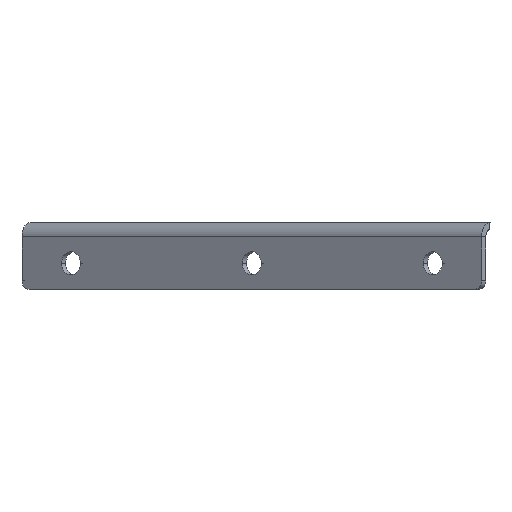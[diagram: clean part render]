
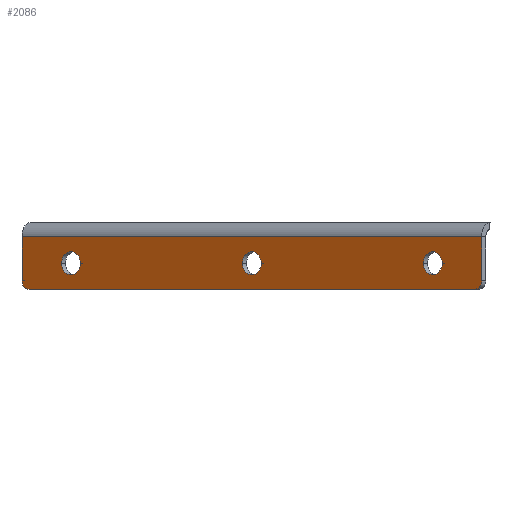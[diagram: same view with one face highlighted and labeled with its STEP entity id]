
A CAD part, left-side view. The second image highlights one B-rep face of the part: STEP entity #2086.
In plain terms, the highlighted planar face has unit normal (-0.81, 0.586, 0).
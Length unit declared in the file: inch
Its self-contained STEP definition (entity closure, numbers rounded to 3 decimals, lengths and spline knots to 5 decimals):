
#17 = CARTESIAN_POINT ( 'NONE',  ( -3.35671, 2.11986, -0.455 ) ) ;
#60 = ORIENTED_EDGE ( 'NONE', *, *, #2766, .T. ) ;
#81 = CARTESIAN_POINT ( 'NONE',  ( -4.82122, 0.09373, -0.455 ) ) ;
#127 = DIRECTION ( 'NONE',  ( 0.81, -0.586, 0. ) ) ;
#129 = VERTEX_POINT ( 'NONE', #2478 ) ;
#130 = AXIS2_PLACEMENT_3D ( 'NONE', #274, #2948, #2256 ) ;
#188 = FACE_BOUND ( 'NONE', #1385, .T. ) ;
#211 = ORIENTED_EDGE ( 'NONE', *, *, #637, .T. ) ;
#217 = CARTESIAN_POINT ( 'NONE',  ( -6.68122, -2.47954, -0.65 ) ) ;
#230 = CARTESIAN_POINT ( 'NONE',  ( -6.68122, -2.47954, -0.16 ) ) ;
#235 = EDGE_CURVE ( 'NONE', #2018, #2354, #789, .T. ) ;
#237 = FACE_BOUND ( 'NONE', #963, .T. ) ;
#252 = AXIS2_PLACEMENT_3D ( 'NONE', #2321, #127, #2550 ) ;
#274 = CARTESIAN_POINT ( 'NONE',  ( -6.28574, -1.9324, -0.455 ) ) ;
#335 = CARTESIAN_POINT ( 'NONE',  ( -4.74507, 0.19909, -0.455 ) ) ;
#374 = EDGE_CURVE ( 'NONE', #2280, #2018, #1135, .T. ) ;
#411 = CARTESIAN_POINT ( 'NONE',  ( -6.68122, -2.47954, -0.16 ) ) ;
#431 = DIRECTION ( 'NONE',  ( -0.586, -0.81, 0. ) ) ;
#448 = DIRECTION ( 'NONE',  ( 0.586, 0.81, 0. ) ) ;
#460 = FACE_BOUND ( 'NONE', #2505, .T. ) ;
#534 = CARTESIAN_POINT ( 'NONE',  ( -6.36189, -2.03776, -0.455 ) ) ;
#556 = ORIENTED_EDGE ( 'NONE', *, *, #2664, .T. ) ;
#592 = CIRCLE ( 'NONE', #1430, 0.1 ) ;
#628 = CARTESIAN_POINT ( 'NONE',  ( -4.82122, 0.09373, -0.455 ) ) ;
#637 = EDGE_CURVE ( 'NONE', #2354, #129, #990, .T. ) ;
#644 = CIRCLE ( 'NONE', #1219, 0.13 ) ;
#713 = VERTEX_POINT ( 'NONE', #1070 ) ;
#717 = FACE_OUTER_BOUND ( 'NONE', #2533, .T. ) ;
#789 = CIRCLE ( 'NONE', #2735, 0.1 ) ;
#810 = CARTESIAN_POINT ( 'NONE',  ( -6.68122, -2.47954, 0. ) ) ;
#841 = VECTOR ( 'NONE', #431, 39.37008 ) ;
#848 = CARTESIAN_POINT ( 'NONE',  ( -4.89738, -0.01163, -0.455 ) ) ;
#866 = ORIENTED_EDGE ( 'NONE', *, *, #1177, .F. ) ;
#869 = ORIENTED_EDGE ( 'NONE', *, *, #1770, .T. ) ;
#881 = DIRECTION ( 'NONE',  ( 0.586, 0.81, 0. ) ) ;
#939 = CARTESIAN_POINT ( 'NONE',  ( -3.21123, 2.32112, 0. ) ) ;
#963 = EDGE_LOOP ( 'NONE', ( #1447, #60 ) ) ;
#990 = LINE ( 'NONE', #1735, #841 ) ;
#1057 = VERTEX_POINT ( 'NONE', #2615 ) ;
#1060 = DIRECTION ( 'NONE',  ( 0.586, 0.81, 0. ) ) ;
#1070 = CARTESIAN_POINT ( 'NONE',  ( -3.28055, 2.22521, -0.455 ) ) ;
#1071 = CARTESIAN_POINT ( 'NONE',  ( -3.0198, 2.58595, -0.65 ) ) ;
#1085 = DIRECTION ( 'NONE',  ( -0.81, 0.586, 0. ) ) ;
#1095 = DIRECTION ( 'NONE',  ( 0.81, -0.586, 0. ) ) ;
#1135 = LINE ( 'NONE', #1150, #3040 ) ;
#1150 = CARTESIAN_POINT ( 'NONE',  ( -2.96122, 2.667, 0. ) ) ;
#1174 = AXIS2_PLACEMENT_3D ( 'NONE', #17, #2953, #2470 ) ;
#1177 = EDGE_CURVE ( 'NONE', #2280, #3083, #1207, .T. ) ;
#1203 = VERTEX_POINT ( 'NONE', #217 ) ;
#1207 = LINE ( 'NONE', #230, #3046 ) ;
#1219 = AXIS2_PLACEMENT_3D ( 'NONE', #1437, #2150, #448 ) ;
#1226 = CIRCLE ( 'NONE', #1174, 0.13 ) ;
#1249 = DIRECTION ( 'NONE',  ( 0., 0., 1. ) ) ;
#1258 = CARTESIAN_POINT ( 'NONE',  ( -6.20958, -1.82704, -0.455 ) ) ;
#1266 = VECTOR ( 'NONE', #1249, 39.37008 ) ;
#1270 = AXIS2_PLACEMENT_3D ( 'NONE', #939, #2893, #2159 ) ;
#1296 = VERTEX_POINT ( 'NONE', #335 ) ;
#1371 = EDGE_CURVE ( 'NONE', #2671, #3002, #1523, .T. ) ;
#1385 = EDGE_LOOP ( 'NONE', ( #1997, #2113 ) ) ;
#1423 = ORIENTED_EDGE ( 'NONE', *, *, #2422, .T. ) ;
#1430 = AXIS2_PLACEMENT_3D ( 'NONE', #1648, #1682, #881 ) ;
#1437 = CARTESIAN_POINT ( 'NONE',  ( -3.35671, 2.11986, -0.455 ) ) ;
#1447 = ORIENTED_EDGE ( 'NONE', *, *, #3119, .T. ) ;
#1523 = CIRCLE ( 'NONE', #130, 0.13 ) ;
#1536 = AXIS2_PLACEMENT_3D ( 'NONE', #81, #2565, #1060 ) ;
#1619 = EDGE_CURVE ( 'NONE', #713, #1057, #644, .T. ) ;
#1635 = CIRCLE ( 'NONE', #252, 0.13 ) ;
#1648 = CARTESIAN_POINT ( 'NONE',  ( -6.62264, -2.3985, -0.65 ) ) ;
#1682 = DIRECTION ( 'NONE',  ( -0.81, 0.586, 0. ) ) ;
#1721 = DIRECTION ( 'NONE',  ( -0.586, -0.81, 0. ) ) ;
#1735 = CARTESIAN_POINT ( 'NONE',  ( -3.21123, 2.32112, -0.75 ) ) ;
#1770 = EDGE_CURVE ( 'NONE', #1203, #3083, #2475, .T. ) ;
#1822 = DIRECTION ( 'NONE',  ( 0.586, 0.81, 0. ) ) ;
#1884 = CIRCLE ( 'NONE', #1536, 0.13 ) ;
#1917 = ORIENTED_EDGE ( 'NONE', *, *, #374, .T. ) ;
#1918 = PLANE ( 'NONE',  #1270 ) ;
#1997 = ORIENTED_EDGE ( 'NONE', *, *, #2773, .T. ) ;
#2018 = VERTEX_POINT ( 'NONE', #2363 ) ;
#2086 = ADVANCED_FACE ( 'NONE', ( #460, #237, #188, #717 ), #1918, .F. ) ;
#2113 = ORIENTED_EDGE ( 'NONE', *, *, #1371, .T. ) ;
#2150 = DIRECTION ( 'NONE',  ( 0.81, -0.586, 0. ) ) ;
#2159 = DIRECTION ( 'NONE',  ( 0.586, 0.81, 0. ) ) ;
#2256 = DIRECTION ( 'NONE',  ( 0.586, 0.81, 0. ) ) ;
#2280 = VERTEX_POINT ( 'NONE', #2282 ) ;
#2282 = CARTESIAN_POINT ( 'NONE',  ( -2.96122, 2.667, -0.16 ) ) ;
#2321 = CARTESIAN_POINT ( 'NONE',  ( -6.28574, -1.9324, -0.455 ) ) ;
#2354 = VERTEX_POINT ( 'NONE', #2775 ) ;
#2363 = CARTESIAN_POINT ( 'NONE',  ( -2.96122, 2.667, -0.65 ) ) ;
#2422 = EDGE_CURVE ( 'NONE', #129, #1203, #592, .T. ) ;
#2470 = DIRECTION ( 'NONE',  ( 0.586, 0.81, 0. ) ) ;
#2475 = LINE ( 'NONE', #810, #1266 ) ;
#2478 = CARTESIAN_POINT ( 'NONE',  ( -6.62264, -2.3985, -0.75 ) ) ;
#2505 = EDGE_LOOP ( 'NONE', ( #556, #2563 ) ) ;
#2533 = EDGE_LOOP ( 'NONE', ( #211, #1423, #869, #866, #1917, #2851 ) ) ;
#2550 = DIRECTION ( 'NONE',  ( 0.586, 0.81, 0. ) ) ;
#2563 = ORIENTED_EDGE ( 'NONE', *, *, #1619, .T. ) ;
#2565 = DIRECTION ( 'NONE',  ( 0.81, -0.586, 0. ) ) ;
#2615 = CARTESIAN_POINT ( 'NONE',  ( -3.43286, 2.0145, -0.455 ) ) ;
#2664 = EDGE_CURVE ( 'NONE', #1057, #713, #1226, .T. ) ;
#2671 = VERTEX_POINT ( 'NONE', #1258 ) ;
#2728 = VERTEX_POINT ( 'NONE', #848 ) ;
#2735 = AXIS2_PLACEMENT_3D ( 'NONE', #1071, #1085, #3071 ) ;
#2766 = EDGE_CURVE ( 'NONE', #1296, #2728, #1884, .T. ) ;
#2773 = EDGE_CURVE ( 'NONE', #3002, #2671, #1635, .T. ) ;
#2775 = CARTESIAN_POINT ( 'NONE',  ( -3.0198, 2.58595, -0.75 ) ) ;
#2802 = CIRCLE ( 'NONE', #3010, 0.13 ) ;
#2851 = ORIENTED_EDGE ( 'NONE', *, *, #235, .T. ) ;
#2893 = DIRECTION ( 'NONE',  ( 0.81, -0.586, 0. ) ) ;
#2948 = DIRECTION ( 'NONE',  ( 0.81, -0.586, 0. ) ) ;
#2953 = DIRECTION ( 'NONE',  ( 0.81, -0.586, 0. ) ) ;
#3002 = VERTEX_POINT ( 'NONE', #534 ) ;
#3010 = AXIS2_PLACEMENT_3D ( 'NONE', #628, #1095, #1822 ) ;
#3040 = VECTOR ( 'NONE', #3086, 39.37008 ) ;
#3046 = VECTOR ( 'NONE', #1721, 39.37008 ) ;
#3071 = DIRECTION ( 'NONE',  ( 0.586, 0.81, 0. ) ) ;
#3083 = VERTEX_POINT ( 'NONE', #411 ) ;
#3086 = DIRECTION ( 'NONE',  ( 0., 0., -1. ) ) ;
#3119 = EDGE_CURVE ( 'NONE', #2728, #1296, #2802, .T. ) ;
